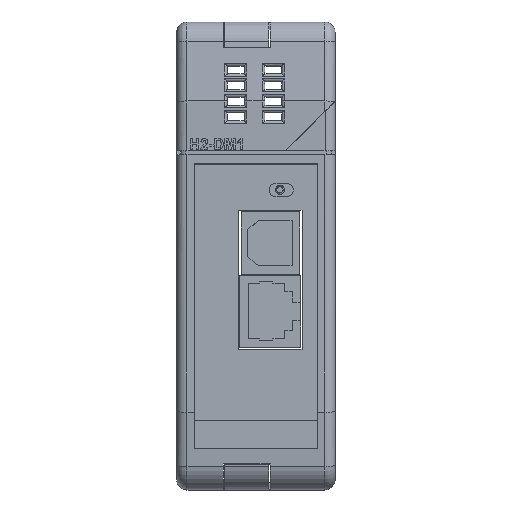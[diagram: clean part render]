
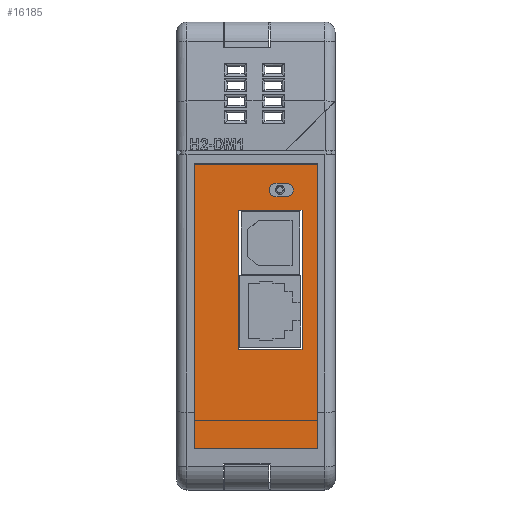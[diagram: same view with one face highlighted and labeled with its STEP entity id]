
A CAD part, top view. The second image highlights one B-rep face of the part: STEP entity #16185.
In plain terms, the highlighted planar face has unit normal (0, 0, 1).
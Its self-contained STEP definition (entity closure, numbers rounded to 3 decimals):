
#25 = CARTESIAN_POINT ( 'NONE',  ( 24.625, 13.26, 3.614 ) ) ;
#153 = ORIENTED_EDGE ( 'NONE', *, *, #9064, .T. ) ;
#347 = CARTESIAN_POINT ( 'NONE',  ( 3.875, 22.148, 3.614 ) ) ;
#551 = LINE ( 'NONE', #17011, #4535 ) ;
#587 = DIRECTION ( 'NONE',  ( -1., 0., 0. ) ) ;
#694 = DIRECTION ( 'NONE',  ( -1., 0., 0. ) ) ;
#901 = EDGE_CURVE ( 'NONE', #8860, #17796, #15545, .T. ) ;
#1246 = DIRECTION ( 'NONE',  ( 1., 0., 0. ) ) ;
#1323 = AXIS2_PLACEMENT_3D ( 'NONE', #17377, #8218, #18857 ) ;
#1343 = CARTESIAN_POINT ( 'NONE',  ( 3.875, -32.602, 3.614 ) ) ;
#1353 = CARTESIAN_POINT ( 'NONE',  ( 12.475, -13.49, 3.614 ) ) ;
#1455 = EDGE_CURVE ( 'NONE', #7945, #10569, #3296, .T. ) ;
#1834 = ORIENTED_EDGE ( 'NONE', *, *, #6370, .F. ) ;
#1875 = CARTESIAN_POINT ( 'NONE',  ( 24.625, -13.49, 3.614 ) ) ;
#1972 = EDGE_LOOP ( 'NONE', ( #13736, #153, #3619, #17649 ) ) ;
#2048 = CARTESIAN_POINT ( 'NONE',  ( 27.625, 22.148, 3.614 ) ) ;
#2078 = VERTEX_POINT ( 'NONE', #16162 ) ;
#2243 = FACE_OUTER_BOUND ( 'NONE', #1972, .T. ) ;
#2318 = VECTOR ( 'NONE', #8374, 1000. ) ;
#2320 = AXIS2_PLACEMENT_3D ( 'NONE', #5143, #15750, #6645 ) ;
#2367 = VERTEX_POINT ( 'NONE', #347 ) ;
#2529 = LINE ( 'NONE', #17192, #10538 ) ;
#3191 = AXIS2_PLACEMENT_3D ( 'NONE', #12597, #3520, #14126 ) ;
#3296 = LINE ( 'NONE', #6615, #14933 ) ;
#3520 = DIRECTION ( 'NONE',  ( 0., 0., 1. ) ) ;
#3539 = LINE ( 'NONE', #6578, #18725 ) ;
#3619 = ORIENTED_EDGE ( 'NONE', *, *, #13025, .T. ) ;
#4535 = VECTOR ( 'NONE', #14070, 1000. ) ;
#5143 = CARTESIAN_POINT ( 'NONE',  ( 3.875, 22.148, 3.614 ) ) ;
#5516 = DIRECTION ( 'NONE',  ( 1., 0., 0. ) ) ;
#5799 = FACE_BOUND ( 'NONE', #16651, .T. ) ;
#5880 = VERTEX_POINT ( 'NONE', #17321 ) ;
#6310 = LINE ( 'NONE', #11290, #2318 ) ;
#6370 = EDGE_CURVE ( 'NONE', #6853, #7945, #12008, .T. ) ;
#6578 = CARTESIAN_POINT ( 'NONE',  ( 3.875, -32.602, 3.614 ) ) ;
#6615 = CARTESIAN_POINT ( 'NONE',  ( 12.475, 13.26, 3.614 ) ) ;
#6645 = DIRECTION ( 'NONE',  ( 1., 0., 0. ) ) ;
#6853 = VERTEX_POINT ( 'NONE', #1875 ) ;
#6990 = CARTESIAN_POINT ( 'NONE',  ( 19.615, 15.848, 3.614 ) ) ;
#7085 = ORIENTED_EDGE ( 'NONE', *, *, #10374, .F. ) ;
#7261 = EDGE_CURVE ( 'NONE', #14620, #6853, #551, .T. ) ;
#7546 = VECTOR ( 'NONE', #5516, 1000. ) ;
#7768 = ORIENTED_EDGE ( 'NONE', *, *, #12172, .F. ) ;
#7945 = VERTEX_POINT ( 'NONE', #25 ) ;
#8014 = LINE ( 'NONE', #6990, #7546 ) ;
#8065 = DIRECTION ( 'NONE',  ( 0., -1., 0. ) ) ;
#8093 = PLANE ( 'NONE',  #2320 ) ;
#8130 = VERTEX_POINT ( 'NONE', #2048 ) ;
#8147 = EDGE_CURVE ( 'NONE', #2367, #15238, #3539, .T. ) ;
#8218 = DIRECTION ( 'NONE',  ( 0., 0., 1. ) ) ;
#8374 = DIRECTION ( 'NONE',  ( 1., 0., 0. ) ) ;
#8388 = LINE ( 'NONE', #12610, #11964 ) ;
#8760 = DIRECTION ( 'NONE',  ( 0., 1., 0. ) ) ;
#8860 = VERTEX_POINT ( 'NONE', #12422 ) ;
#8930 = VERTEX_POINT ( 'NONE', #15638 ) ;
#9064 = EDGE_CURVE ( 'NONE', #15238, #16173, #6310, .T. ) ;
#9475 = EDGE_CURVE ( 'NONE', #5880, #8860, #8388, .T. ) ;
#10262 = DIRECTION ( 'NONE',  ( 0., 0., 1. ) ) ;
#10294 = DIRECTION ( 'NONE',  ( -1., 0., 0. ) ) ;
#10374 = EDGE_CURVE ( 'NONE', #2078, #8930, #18763, .T. ) ;
#10538 = VECTOR ( 'NONE', #8065, 1000. ) ;
#10569 = VERTEX_POINT ( 'NONE', #16257 ) ;
#11259 = EDGE_CURVE ( 'NONE', #17796, #2078, #8014, .T. ) ;
#11290 = CARTESIAN_POINT ( 'NONE',  ( 27.625, -32.602, 3.614 ) ) ;
#11569 = LINE ( 'NONE', #14414, #19184 ) ;
#11964 = VECTOR ( 'NONE', #587, 1000. ) ;
#12005 = LINE ( 'NONE', #19413, #17731 ) ;
#12008 = LINE ( 'NONE', #19403, #16064 ) ;
#12172 = EDGE_CURVE ( 'NONE', #10569, #14620, #2529, .T. ) ;
#12422 = CARTESIAN_POINT ( 'NONE',  ( 19.615, 18.448, 3.614 ) ) ;
#12597 = CARTESIAN_POINT ( 'NONE',  ( 21.625, 17.148, 3.614 ) ) ;
#12610 = CARTESIAN_POINT ( 'NONE',  ( 19.615, 18.448, 3.614 ) ) ;
#13025 = EDGE_CURVE ( 'NONE', #16173, #8130, #11569, .T. ) ;
#13110 = EDGE_LOOP ( 'NONE', ( #19277, #18777, #14200, #7085, #17373 ) ) ;
#13244 = ORIENTED_EDGE ( 'NONE', *, *, #7261, .F. ) ;
#13736 = ORIENTED_EDGE ( 'NONE', *, *, #8147, .T. ) ;
#14070 = DIRECTION ( 'NONE',  ( 1., 0., 0. ) ) ;
#14126 = DIRECTION ( 'NONE',  ( 1., 0., 0. ) ) ;
#14200 = ORIENTED_EDGE ( 'NONE', *, *, #16208, .F. ) ;
#14414 = CARTESIAN_POINT ( 'NONE',  ( 27.625, 34.27, 3.614 ) ) ;
#14620 = VERTEX_POINT ( 'NONE', #1353 ) ;
#14933 = VECTOR ( 'NONE', #694, 1000. ) ;
#15238 = VERTEX_POINT ( 'NONE', #1343 ) ;
#15545 = CIRCLE ( 'NONE', #19540, 1.3 ) ;
#15638 = CARTESIAN_POINT ( 'NONE',  ( 22.925, 17.148, 3.614 ) ) ;
#15650 = ORIENTED_EDGE ( 'NONE', *, *, #1455, .F. ) ;
#15659 = CARTESIAN_POINT ( 'NONE',  ( 27.625, -32.602, 3.614 ) ) ;
#15750 = DIRECTION ( 'NONE',  ( 0., 0., 1. ) ) ;
#15958 = DIRECTION ( 'NONE',  ( 0., 1., 0. ) ) ;
#16064 = VECTOR ( 'NONE', #8760, 1000. ) ;
#16162 = CARTESIAN_POINT ( 'NONE',  ( 21.625, 15.848, 3.614 ) ) ;
#16173 = VERTEX_POINT ( 'NONE', #15659 ) ;
#16185 = ADVANCED_FACE ( 'NONE', ( #17441, #5799, #2243 ), #8093, .T. ) ;
#16208 = EDGE_CURVE ( 'NONE', #8930, #5880, #19541, .T. ) ;
#16257 = CARTESIAN_POINT ( 'NONE',  ( 12.475, 13.26, 3.614 ) ) ;
#16651 = EDGE_LOOP ( 'NONE', ( #7768, #15650, #1834, #13244 ) ) ;
#17011 = CARTESIAN_POINT ( 'NONE',  ( 12.475, -13.49, 3.614 ) ) ;
#17192 = CARTESIAN_POINT ( 'NONE',  ( 12.475, 13.26, 3.614 ) ) ;
#17321 = CARTESIAN_POINT ( 'NONE',  ( 21.625, 18.448, 3.614 ) ) ;
#17373 = ORIENTED_EDGE ( 'NONE', *, *, #11259, .F. ) ;
#17377 = CARTESIAN_POINT ( 'NONE',  ( 21.625, 17.148, 3.614 ) ) ;
#17441 = FACE_BOUND ( 'NONE', #13110, .T. ) ;
#17649 = ORIENTED_EDGE ( 'NONE', *, *, #18021, .T. ) ;
#17731 = VECTOR ( 'NONE', #10294, 1000. ) ;
#17796 = VERTEX_POINT ( 'NONE', #18738 ) ;
#18021 = EDGE_CURVE ( 'NONE', #8130, #2367, #12005, .T. ) ;
#18725 = VECTOR ( 'NONE', #18726, 1000. ) ;
#18726 = DIRECTION ( 'NONE',  ( 0., -1., 0. ) ) ;
#18738 = CARTESIAN_POINT ( 'NONE',  ( 19.615, 15.848, 3.614 ) ) ;
#18763 = CIRCLE ( 'NONE', #3191, 1.3 ) ;
#18777 = ORIENTED_EDGE ( 'NONE', *, *, #9475, .F. ) ;
#18857 = DIRECTION ( 'NONE',  ( 1., 0., 0. ) ) ;
#19184 = VECTOR ( 'NONE', #15958, 1000. ) ;
#19277 = ORIENTED_EDGE ( 'NONE', *, *, #901, .F. ) ;
#19378 = CARTESIAN_POINT ( 'NONE',  ( 19.615, 17.148, 3.614 ) ) ;
#19403 = CARTESIAN_POINT ( 'NONE',  ( 24.625, -13.49, 3.614 ) ) ;
#19413 = CARTESIAN_POINT ( 'NONE',  ( 27.625, 22.148, 3.614 ) ) ;
#19540 = AXIS2_PLACEMENT_3D ( 'NONE', #19378, #10262, #1246 ) ;
#19541 = CIRCLE ( 'NONE', #1323, 1.3 ) ;
